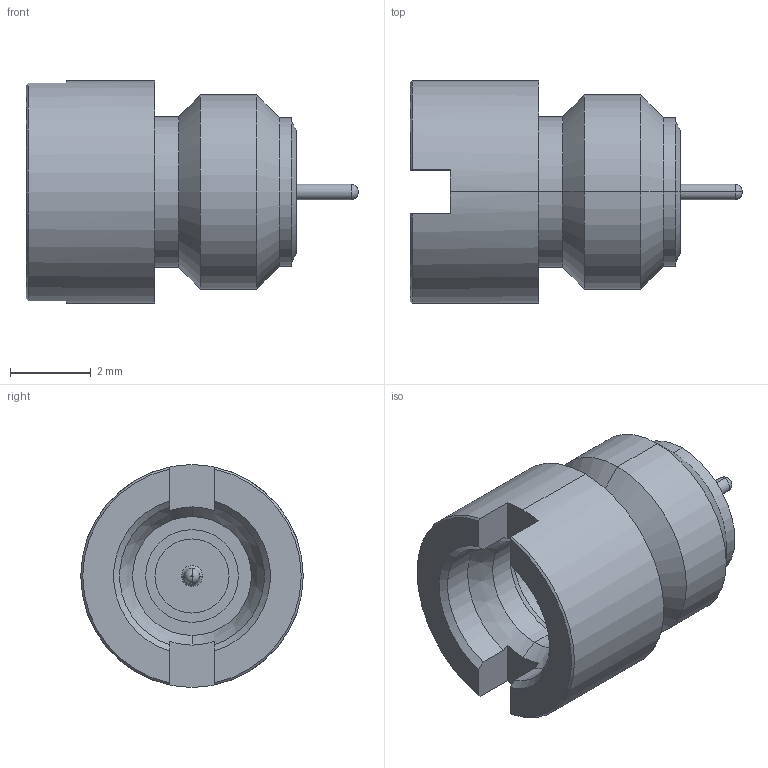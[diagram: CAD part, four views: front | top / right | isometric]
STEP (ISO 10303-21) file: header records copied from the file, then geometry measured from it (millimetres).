
FILE_DESCRIPTION (( 'STEP AP214' ), '1' );
FILE_NAME ('R222.645.050.STEP', '2018-05-29T09:31:42', ( '' ), ( '' ), 'SwSTEP 2.0', 'SolidWorks 2017', '' );
FILE_SCHEMA (( 'AUTOMOTIVE_DESIGN' ));
Length unit declared in the file: millimetre
Products named in the file (4): R222.645.050; 403.07.030; 865.51.200VERRE(PERLE); 764.12.900
Assembly tree (3 placements, depth 2):
  R222.645.050
    403.07.030
    865.51.200VERRE(PERLE)
    764.12.900
Bounding box: 8.24 x 5.52 x 5.52 mm (x, y, z)
Volume: 112.1 mm3; surface area: 225.6 mm2
Topology: 3 solids, 3 shells, 82 faces, 180 edges, 110 vertices
Faces by surface type: cylinder 26, torus 20, plane 20, cone 16
Entity records: 2472 total; most frequent: DIRECTION 460, CARTESIAN_POINT 414, ORIENTED_EDGE 360, AXIS2_PLACEMENT_3D 204, EDGE_CURVE 180, CIRCLE 116, VERTEX_POINT 110, EDGE_LOOP 90
